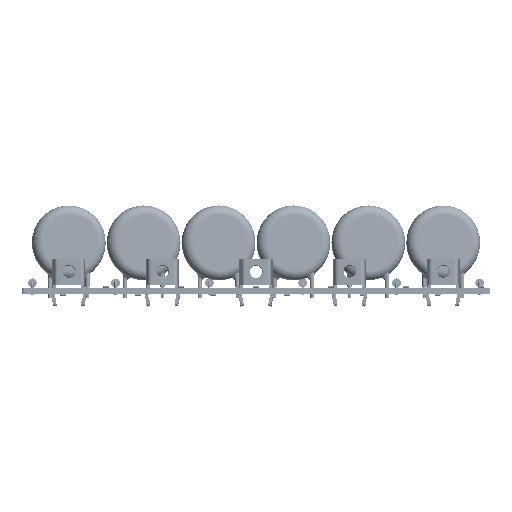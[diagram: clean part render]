
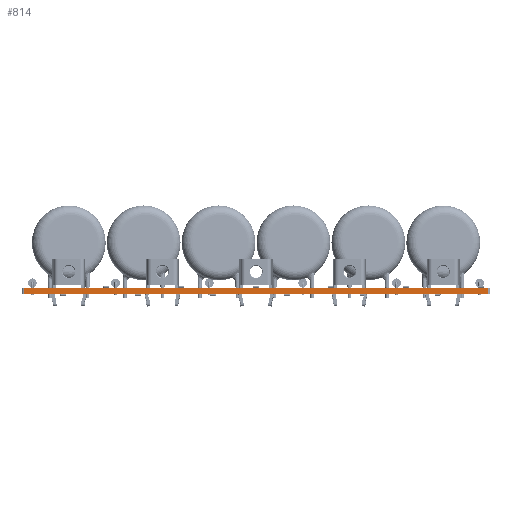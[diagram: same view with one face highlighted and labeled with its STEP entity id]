
A CAD part, front view. The second image highlights one B-rep face of the part: STEP entity #814.
In plain terms, the highlighted planar face has unit normal (0, -1, 0).
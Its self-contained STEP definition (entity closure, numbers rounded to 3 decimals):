
#787 = VERTEX_POINT('',#788);
#788 = CARTESIAN_POINT('',(126.492,0.,1.615)
  );
#795 = EDGE_CURVE('',#796,#787,#798,.T.);
#796 = VERTEX_POINT('',#797);
#797 = CARTESIAN_POINT('',(126.492,0.,0.)
  );
#798 = LINE('',#799,#800);
#799 = CARTESIAN_POINT('',(126.492,0.,0.)
  );
#800 = VECTOR('',#801,1.);
#801 = DIRECTION('',(0.,0.,1.));
#814 = ADVANCED_FACE('',(#815),#840,.T.);
#815 = FACE_BOUND('',#816,.T.);
#816 = EDGE_LOOP('',(#817,#818,#826,#834));
#817 = ORIENTED_EDGE('',*,*,#795,.T.);
#818 = ORIENTED_EDGE('',*,*,#819,.T.);
#819 = EDGE_CURVE('',#787,#820,#822,.T.);
#820 = VERTEX_POINT('',#821);
#821 = CARTESIAN_POINT('',(0.508,0.,1.615));
#822 = LINE('',#823,#824);
#823 = CARTESIAN_POINT('',(126.492,0.,1.615));
#824 = VECTOR('',#825,1.);
#825 = DIRECTION('',(-1.,0.,0.));
#826 = ORIENTED_EDGE('',*,*,#827,.F.);
#827 = EDGE_CURVE('',#828,#820,#830,.T.);
#828 = VERTEX_POINT('',#829);
#829 = CARTESIAN_POINT('',(0.508,0.,0.));
#830 = LINE('',#831,#832);
#831 = CARTESIAN_POINT('',(0.508,0.,0.));
#832 = VECTOR('',#833,1.);
#833 = DIRECTION('',(0.,0.,1.));
#834 = ORIENTED_EDGE('',*,*,#835,.F.);
#835 = EDGE_CURVE('',#796,#828,#836,.T.);
#836 = LINE('',#837,#838);
#837 = CARTESIAN_POINT('',(126.492,0.,0.));
#838 = VECTOR('',#839,1.);
#839 = DIRECTION('',(-1.,0.,0.));
#840 = PLANE('',#841);
#841 = AXIS2_PLACEMENT_3D('',#842,#843,#844);
#842 = CARTESIAN_POINT('',(126.492,0.,0.));
#843 = DIRECTION('',(0.,-1.,0.));
#844 = DIRECTION('',(-1.,0.,0.));
